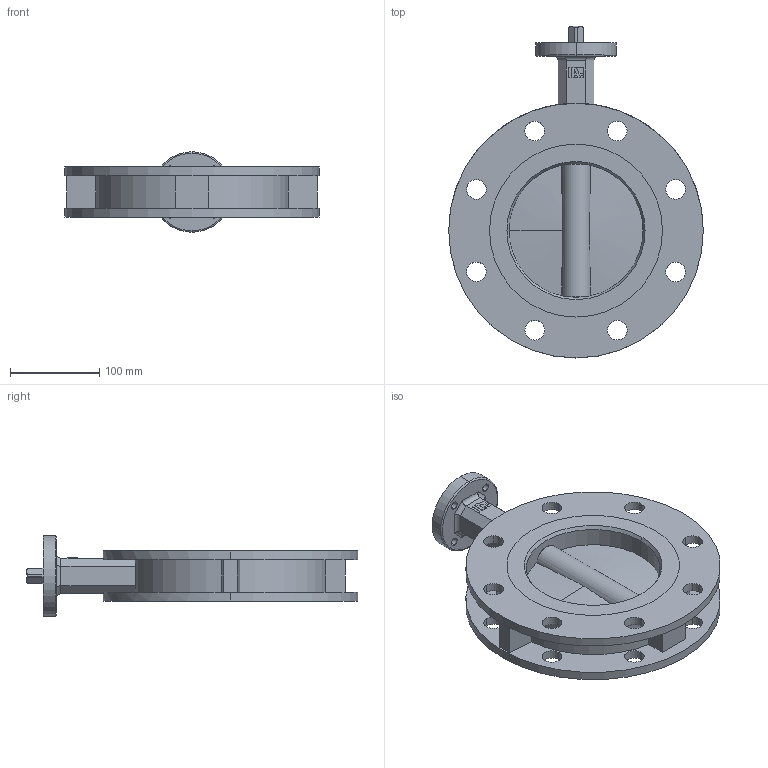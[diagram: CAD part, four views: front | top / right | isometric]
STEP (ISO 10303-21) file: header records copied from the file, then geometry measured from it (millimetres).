
FILE_DESCRIPTION (( 'STEP AP214' ), '1' );
FILE_NAME ('D40150._A.step', '2013-07-30T15:13:55', ( 'mbuehlmann' ), ( '' ), 'SwSTEP 2.0', 'SolidWorks 2012', '' );
FILE_SCHEMA (( 'AUTOMOTIVE_DESIGN' ));
Length unit declared in the file: millimetre
Products named in the file (6): ia-Logo12_ia-Logo12; ia-scheibe250_ia-scheibe150; ia-Dichtungbasic_Dichtung150; ia-4kt_ia-4kt150; BO.D40150._A; D40150._A
Assembly tree (5 placements, depth 2):
  D40150._A
    BO.D40150._A
    ia-4kt_ia-4kt150
    ia-Dichtungbasic_Dichtung150
    ia-scheibe250_ia-scheibe150
    ia-Logo12_ia-Logo12
Bounding box: 285 x 371.5 x 90 mm (x, y, z)
Volume: 2026458.9 mm3; surface area: 360413.9 mm2
Topology: 5 solids, 5 shells, 161 faces, 427 edges, 276 vertices
Faces by surface type: cylinder 73, plane 58, cone 16, torus 12, sphere 2
Entity records: 5529 total; most frequent: CARTESIAN_POINT 1164, DIRECTION 889, ORIENTED_EDGE 848, EDGE_CURVE 424, AXIS2_PLACEMENT_3D 342, VERTEX_POINT 275, EDGE_LOOP 209, VECTOR 205
